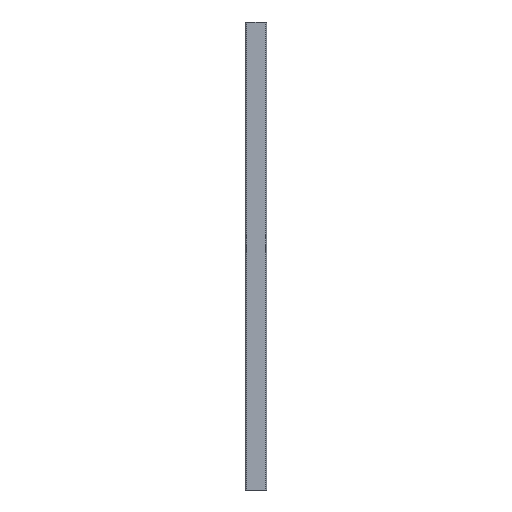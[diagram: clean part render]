
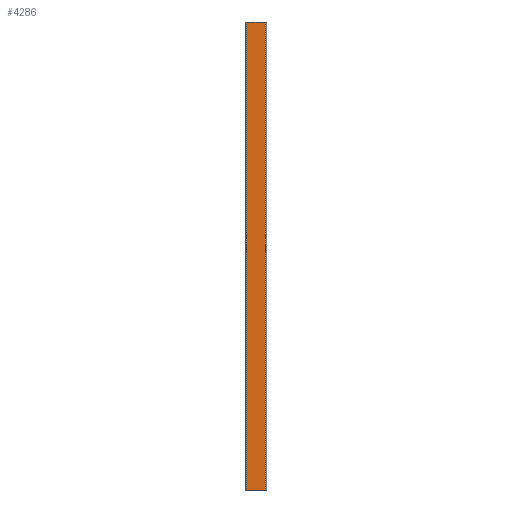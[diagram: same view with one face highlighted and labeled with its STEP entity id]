
A CAD part, front view. The second image highlights one B-rep face of the part: STEP entity #4286.
In plain terms, the highlighted planar face has unit normal (0, -1, 0).
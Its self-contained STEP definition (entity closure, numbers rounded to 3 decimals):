
#330=FACE_OUTER_BOUND('',#540,.T.);
#540=EDGE_LOOP('',(#3345,#3346,#3347,#3348));
#1004=LINE('',#6726,#1536);
#1005=LINE('',#6729,#1537);
#1006=LINE('',#6731,#1538);
#1007=LINE('',#6732,#1539);
#1536=VECTOR('',#5510,1000.);
#1537=VECTOR('',#5513,39.);
#1538=VECTOR('',#5514,39.);
#1539=VECTOR('',#5515,1000.);
#1991=VERTEX_POINT('',#6722);
#1992=VERTEX_POINT('',#6724);
#1993=VERTEX_POINT('',#6728);
#1994=VERTEX_POINT('',#6730);
#2564=EDGE_CURVE('',#1991,#1992,#1004,.T.);
#2565=EDGE_CURVE('',#1993,#1991,#1005,.T.);
#2566=EDGE_CURVE('',#1994,#1992,#1006,.T.);
#2567=EDGE_CURVE('',#1993,#1994,#1007,.T.);
#3345=ORIENTED_EDGE('',*,*,#2565,.T.);
#3346=ORIENTED_EDGE('',*,*,#2564,.T.);
#3347=ORIENTED_EDGE('',*,*,#2566,.F.);
#3348=ORIENTED_EDGE('',*,*,#2567,.F.);
#4082=PLANE('',#4578);
#4286=ADVANCED_FACE('',(#330),#4082,.T.);
#4578=AXIS2_PLACEMENT_3D('',#6727,#5511,#5512);
#5510=DIRECTION('',(0.,0.,1.));
#5511=DIRECTION('center_axis',(0.,-1.,0.));
#5512=DIRECTION('ref_axis',(1.,0.,0.));
#5513=DIRECTION('',(1.,0.,0.));
#5514=DIRECTION('',(1.,0.,0.));
#5515=DIRECTION('',(0.,0.,1.));
#6722=CARTESIAN_POINT('',(42.,-52.5,0.));
#6724=CARTESIAN_POINT('',(42.,-52.5,1000.));
#6726=CARTESIAN_POINT('',(42.,-52.5,0.));
#6727=CARTESIAN_POINT('Origin',(3.,-52.5,0.));
#6728=CARTESIAN_POINT('',(3.,-52.5,0.));
#6729=CARTESIAN_POINT('',(3.,-52.5,0.));
#6730=CARTESIAN_POINT('',(3.,-52.5,1000.));
#6731=CARTESIAN_POINT('',(3.,-52.5,1000.));
#6732=CARTESIAN_POINT('',(3.,-52.5,0.));
